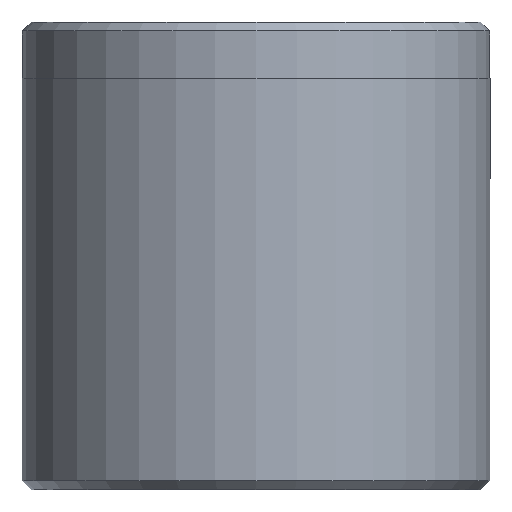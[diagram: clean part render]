
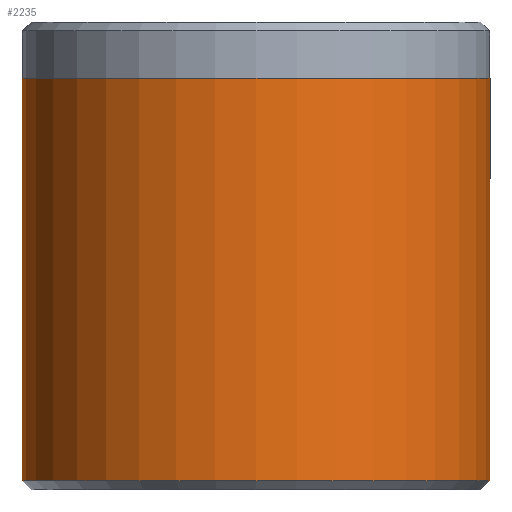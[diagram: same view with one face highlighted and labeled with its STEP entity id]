
A CAD part, front view. The second image highlights one B-rep face of the part: STEP entity #2235.
In plain terms, the highlighted cylindrical face has radius 12.5 mm (diameter 25 mm), a partial arc.
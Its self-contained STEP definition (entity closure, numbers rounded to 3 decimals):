
#15 = FACE_OUTER_BOUND ( 'NONE', #2488, .T. ) ;
#16 = DIRECTION ( 'NONE',  ( 0., 0., -1. ) ) ;
#68 = EDGE_CURVE ( 'NONE', #570, #2392, #1236, .T. ) ;
#222 = CIRCLE ( 'NONE', #1459, 12.5 ) ;
#295 = DIRECTION ( 'NONE',  ( 0., 0., 1. ) ) ;
#512 = CARTESIAN_POINT ( 'NONE',  ( -12.5, 0., 0.5 ) ) ;
#559 = EDGE_CURVE ( 'NONE', #2392, #1316, #1338, .T. ) ;
#570 = VERTEX_POINT ( 'NONE', #605 ) ;
#578 = DIRECTION ( 'NONE',  ( 1., 0., 0. ) ) ;
#588 = DIRECTION ( 'NONE',  ( 0., 0., 1. ) ) ;
#596 = CARTESIAN_POINT ( 'NONE',  ( 0., 0., 22. ) ) ;
#605 = CARTESIAN_POINT ( 'NONE',  ( -12.5, 0., 22. ) ) ;
#778 = DIRECTION ( 'NONE',  ( 0., 0., -1. ) ) ;
#850 = CARTESIAN_POINT ( 'NONE',  ( -12.5, 0., 25. ) ) ;
#986 = CARTESIAN_POINT ( 'NONE',  ( 12.5, 0., 25. ) ) ;
#1002 = VECTOR ( 'NONE', #1699, 1000. ) ;
#1010 = CARTESIAN_POINT ( 'NONE',  ( 12.5, 0., 0.5 ) ) ;
#1072 = VERTEX_POINT ( 'NONE', #512 ) ;
#1236 = CIRCLE ( 'NONE', #2499, 12.5 ) ;
#1316 = VERTEX_POINT ( 'NONE', #1010 ) ;
#1321 = CARTESIAN_POINT ( 'NONE',  ( 12.5, 0., 22. ) ) ;
#1338 = LINE ( 'NONE', #986, #1819 ) ;
#1380 = ORIENTED_EDGE ( 'NONE', *, *, #1779, .T. ) ;
#1459 = AXIS2_PLACEMENT_3D ( 'NONE', #1571, #295, #1771 ) ;
#1558 = EDGE_CURVE ( 'NONE', #570, #1072, #1565, .T. ) ;
#1565 = LINE ( 'NONE', #850, #1002 ) ;
#1571 = CARTESIAN_POINT ( 'NONE',  ( 0., 0., 0.5 ) ) ;
#1699 = DIRECTION ( 'NONE',  ( 0., 0., -1. ) ) ;
#1741 = ORIENTED_EDGE ( 'NONE', *, *, #68, .F. ) ;
#1771 = DIRECTION ( 'NONE',  ( 1., 0., 0. ) ) ;
#1779 = EDGE_CURVE ( 'NONE', #1072, #1316, #222, .T. ) ;
#1819 = VECTOR ( 'NONE', #778, 1000. ) ;
#2068 = DIRECTION ( 'NONE',  ( -1., 0., 0. ) ) ;
#2072 = CYLINDRICAL_SURFACE ( 'NONE', #2508, 12.5 ) ;
#2235 = ADVANCED_FACE ( 'NONE', ( #15 ), #2072, .T. ) ;
#2368 = ORIENTED_EDGE ( 'NONE', *, *, #559, .F. ) ;
#2386 = CARTESIAN_POINT ( 'NONE',  ( 0., 0., 25. ) ) ;
#2392 = VERTEX_POINT ( 'NONE', #1321 ) ;
#2453 = ORIENTED_EDGE ( 'NONE', *, *, #1558, .T. ) ;
#2488 = EDGE_LOOP ( 'NONE', ( #2368, #1741, #2453, #1380 ) ) ;
#2499 = AXIS2_PLACEMENT_3D ( 'NONE', #596, #588, #578 ) ;
#2508 = AXIS2_PLACEMENT_3D ( 'NONE', #2386, #16, #2068 ) ;
